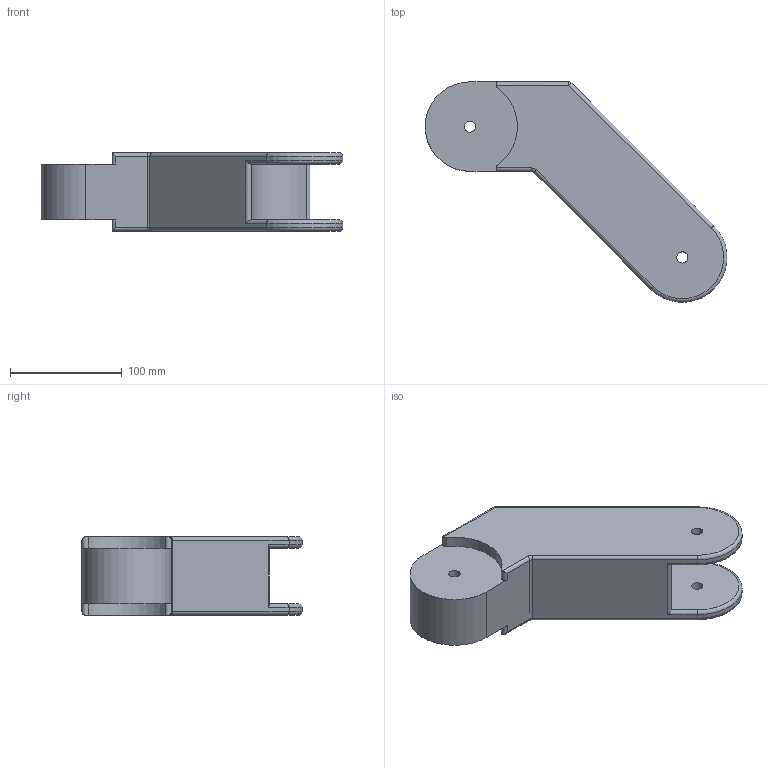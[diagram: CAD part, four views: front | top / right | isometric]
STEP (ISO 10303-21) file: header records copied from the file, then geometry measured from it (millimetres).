
FILE_DESCRIPTION(/* description */ (''),/* implementation_level */ '2;1');
FILE_NAME(/* name */ 'Arm2_ipt_1a637719.STEP',/* time_stamp */ '2024-10-19T19:17:31+02:00',/* author */ ('Swoby'),/* organization */ (''),/* preprocessor_version */ 'ST-DEVELOPER v18.1',/* originating_system */ 'Autodesk Inventor 2021',/* authorisation */ '');
FILE_SCHEMA (('AUTOMOTIVE_DESIGN { 1 0 10303 214 3 1 1 }'));
Length unit declared in the file: millimetre
Products named in the file (1): Arm2
Bounding box: 269.85 x 196.85 x 70 mm (x, y, z)
Volume: 1304842 mm3; surface area: 103905.9 mm2
Topology: 1 solids, 1 shells, 47 faces, 117 edges, 72 vertices
Faces by surface type: cylinder 29, plane 10, torus 6, sphere 2
Full cylindrical faces by diameter (mm): 10 x3
Entity records: 1464 total; most frequent: DIRECTION 277, CARTESIAN_POINT 237, ORIENTED_EDGE 234, EDGE_CURVE 117, AXIS2_PLACEMENT_3D 112, VERTEX_POINT 72, CIRCLE 56, EDGE_LOOP 53
